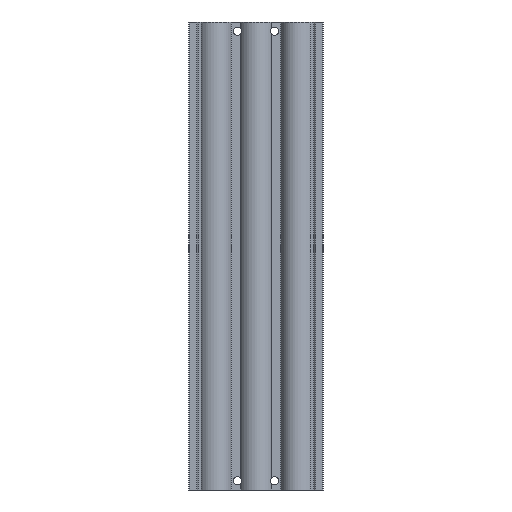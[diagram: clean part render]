
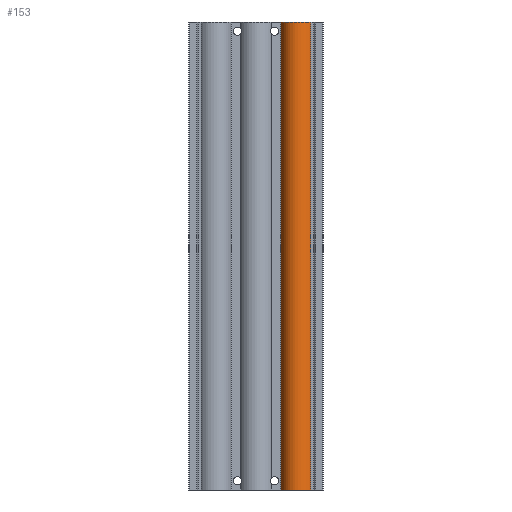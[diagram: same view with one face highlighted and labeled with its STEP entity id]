
A CAD part, front view. The second image highlights one B-rep face of the part: STEP entity #153.
In plain terms, the highlighted cylindrical face has radius 11 mm (diameter 22 mm), a partial arc.
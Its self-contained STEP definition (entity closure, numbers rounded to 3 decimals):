
#153 = ADVANCED_FACE ( 'NONE', ( #2776 ), #2775, .T. ) ;
#510 = DIRECTION ( 'NONE',  ( 0., 0., 1. ) ) ;
#511 = CARTESIAN_POINT ( 'NONE',  ( 35.429, -11.068, -303.5 ) ) ;
#512 = DIRECTION ( 'NONE',  ( 1., 0., 0. ) ) ;
#513 = DIRECTION ( 'NONE',  ( 0., 0., 1. ) ) ;
#514 = CARTESIAN_POINT ( 'NONE',  ( 27., -4., -303.5 ) ) ;
#515 = DIRECTION ( 'NONE',  ( 0., 0., -1. ) ) ;
#516 = CARTESIAN_POINT ( 'NONE',  ( 16.063, -5.179, -303.5 ) ) ;
#517 = DIRECTION ( 'NONE',  ( 1., 0., 0. ) ) ;
#519 = DIRECTION ( 'NONE',  ( 0., 0., 1. ) ) ;
#520 = CARTESIAN_POINT ( 'NONE',  ( 27., -4., 0. ) ) ;
#1642 = CARTESIAN_POINT ( 'NONE',  ( 35.429, -11.068, -303.5 ) ) ;
#1646 = CARTESIAN_POINT ( 'NONE',  ( 16.063, -5.179, -303.5 ) ) ;
#1647 = CARTESIAN_POINT ( 'NONE',  ( 35.429, -11.068, 0. ) ) ;
#1650 = CARTESIAN_POINT ( 'NONE',  ( 16.063, -5.179, 0. ) ) ;
#2360 = AXIS2_PLACEMENT_3D ( 'NONE', #514, #513, #512 ) ;
#2361 = AXIS2_PLACEMENT_3D ( 'NONE', #520, #519, #517 ) ;
#2775 = CYLINDRICAL_SURFACE ( 'NONE', #3468, 11. ) ;
#2776 = FACE_OUTER_BOUND ( 'NONE', #2853, .T. ) ;
#2853 = EDGE_LOOP ( 'NONE', ( #9011, #9012, #9013, #9014 ) ) ;
#3468 = AXIS2_PLACEMENT_3D ( 'NONE', #9530, #9528, #9525 ) ;
#6701 = LINE ( 'NONE', #516, #6703 ) ;
#6702 = CIRCLE ( 'NONE', #2361, 11. ) ;
#6703 = VECTOR ( 'NONE', #515, 1000. ) ;
#6704 = LINE ( 'NONE', #511, #6706 ) ;
#6705 = CIRCLE ( 'NONE', #2360, 11. ) ;
#6706 = VECTOR ( 'NONE', #510, 1000. ) ;
#9011 = ORIENTED_EDGE ( 'NONE', *, *, #11622, .F. ) ;
#9012 = ORIENTED_EDGE ( 'NONE', *, *, #11623, .T. ) ;
#9013 = ORIENTED_EDGE ( 'NONE', *, *, #11624, .T. ) ;
#9014 = ORIENTED_EDGE ( 'NONE', *, *, #11625, .T. ) ;
#9525 = DIRECTION ( 'NONE',  ( 1., 0., 0. ) ) ;
#9528 = DIRECTION ( 'NONE',  ( 0., 0., 1. ) ) ;
#9530 = CARTESIAN_POINT ( 'NONE',  ( 27., -4., -303.5 ) ) ;
#11174 = VERTEX_POINT ( 'NONE', #1650 ) ;
#11177 = VERTEX_POINT ( 'NONE', #1647 ) ;
#11178 = VERTEX_POINT ( 'NONE', #1646 ) ;
#11182 = VERTEX_POINT ( 'NONE', #1642 ) ;
#11622 = EDGE_CURVE ( 'NONE', #11174, #11177, #6702, .T. ) ;
#11623 = EDGE_CURVE ( 'NONE', #11174, #11178, #6701, .T. ) ;
#11624 = EDGE_CURVE ( 'NONE', #11178, #11182, #6705, .T. ) ;
#11625 = EDGE_CURVE ( 'NONE', #11182, #11177, #6704, .T. ) ;
